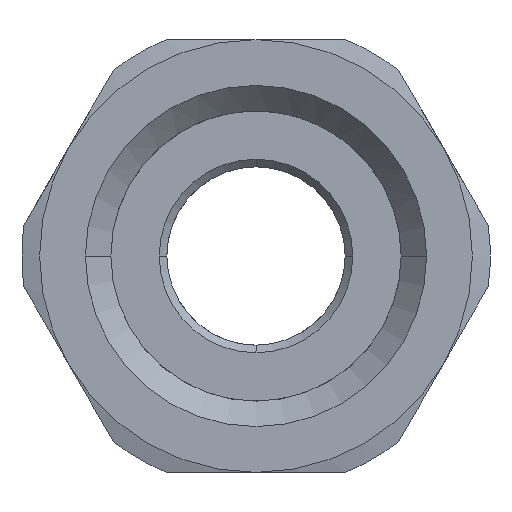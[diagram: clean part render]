
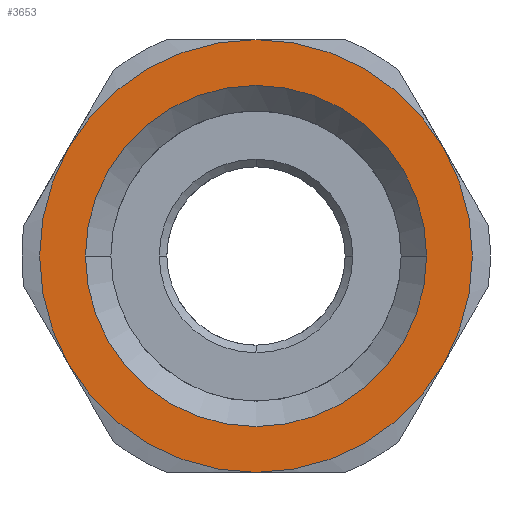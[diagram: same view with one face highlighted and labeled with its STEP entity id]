
A CAD part, front view. The second image highlights one B-rep face of the part: STEP entity #3653.
In plain terms, the highlighted planar face has unit normal (0, -1, 0).
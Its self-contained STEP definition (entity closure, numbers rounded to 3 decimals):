
#195=CARTESIAN_POINT('Vertex',(7.361,0.,4.25)) ;
#2204=CARTESIAN_POINT('Vertex',(-7.361,0.,-4.25)) ;
#2309=CARTESIAN_POINT('Vertex',(0.,0.,-8.5)) ;
#3262=CARTESIAN_POINT('Vertex',(7.361,0.,-4.25)) ;
#3318=CARTESIAN_POINT('Vertex',(6.7,0.,0.)) ;
#3321=CARTESIAN_POINT('Axis2P3D Location',(0.,0.,0.)) ;
#3325=CARTESIAN_POINT('Vertex',(-6.7,0.,0.)) ;
#3345=CARTESIAN_POINT('Axis2P3D Location',(0.,0.,0.)) ;
#3362=CARTESIAN_POINT('Axis2P3D Location',(0.,0.,0.)) ;
#3379=CARTESIAN_POINT('Axis2P3D Location',(0.,0.,0.)) ;
#3403=CARTESIAN_POINT('Axis2P3D Location',(0.,0.,0.)) ;
#3407=CARTESIAN_POINT('Vertex',(-7.361,0.,4.25)) ;
#3612=CARTESIAN_POINT('Axis2P3D Location',(0.,0.,0.)) ;
#3624=CARTESIAN_POINT('Axis2P3D Location',(0.,0.,0.)) ;
#3629=CARTESIAN_POINT('Axis2P3D Location',(0.,0.,0.)) ;
#3633=CARTESIAN_POINT('Vertex',(0.,0.,8.5)) ;
#3636=CARTESIAN_POINT('Axis2P3D Location',(0.,0.,0.)) ;
#3322=DIRECTION('Axis2P3D Direction',(0.,-1.,0.)) ;
#3346=DIRECTION('Axis2P3D Direction',(0.,-1.,0.)) ;
#3363=DIRECTION('Axis2P3D Direction',(0.,1.,0.)) ;
#3380=DIRECTION('Axis2P3D Direction',(0.,1.,0.)) ;
#3404=DIRECTION('Axis2P3D Direction',(0.,1.,0.)) ;
#3613=DIRECTION('Axis2P3D Direction',(0.,1.,0.)) ;
#3625=DIRECTION('Axis2P3D Direction',(0.,1.,0.)) ;
#3626=DIRECTION('Axis2P3D XDirection',(0.,0.,1.)) ;
#3630=DIRECTION('Axis2P3D Direction',(0.,1.,0.)) ;
#3637=DIRECTION('Axis2P3D Direction',(0.,1.,0.)) ;
#3323=AXIS2_PLACEMENT_3D('Circle Axis2P3D',#3321,#3322,$) ;
#3347=AXIS2_PLACEMENT_3D('Circle Axis2P3D',#3345,#3346,$) ;
#3364=AXIS2_PLACEMENT_3D('Circle Axis2P3D',#3362,#3363,$) ;
#3381=AXIS2_PLACEMENT_3D('Circle Axis2P3D',#3379,#3380,$) ;
#3405=AXIS2_PLACEMENT_3D('Circle Axis2P3D',#3403,#3404,$) ;
#3614=AXIS2_PLACEMENT_3D('Circle Axis2P3D',#3612,#3613,$) ;
#3627=AXIS2_PLACEMENT_3D('Plane Axis2P3D',#3624,#3625,#3626) ;
#3631=AXIS2_PLACEMENT_3D('Circle Axis2P3D',#3629,#3630,$) ;
#3638=AXIS2_PLACEMENT_3D('Circle Axis2P3D',#3636,#3637,$) ;
#3642=ORIENTED_EDGE('',*,*,#3635,.F.) ;
#3643=ORIENTED_EDGE('',*,*,#3409,.F.) ;
#3644=ORIENTED_EDGE('',*,*,#3383,.F.) ;
#3645=ORIENTED_EDGE('',*,*,#3366,.F.) ;
#3646=ORIENTED_EDGE('',*,*,#3616,.F.) ;
#3647=ORIENTED_EDGE('',*,*,#3640,.F.) ;
#3650=ORIENTED_EDGE('',*,*,#3349,.T.) ;
#3651=ORIENTED_EDGE('',*,*,#3327,.T.) ;
#3652=FACE_BOUND('',#3649,.T.) ;
#3653=ADVANCED_FACE('PN463B-08G14',(#3648,#3652),#3628,.F.) ;
#3324=CIRCLE('generated circle',#3323,6.7) ;
#3348=CIRCLE('generated circle',#3347,6.7) ;
#3365=CIRCLE('generated circle',#3364,8.5) ;
#3382=CIRCLE('generated circle',#3381,8.5) ;
#3406=CIRCLE('generated circle',#3405,8.5) ;
#3615=CIRCLE('generated circle',#3614,8.5) ;
#3632=CIRCLE('generated circle',#3631,8.5) ;
#3639=CIRCLE('generated circle',#3638,8.5) ;
#3327=EDGE_CURVE('',#3326,#3319,#3324,.F.) ;
#3349=EDGE_CURVE('',#3319,#3326,#3348,.F.) ;
#3366=EDGE_CURVE('',#3263,#2310,#3365,.T.) ;
#3383=EDGE_CURVE('',#2310,#2205,#3382,.T.) ;
#3409=EDGE_CURVE('',#2205,#3408,#3406,.T.) ;
#3616=EDGE_CURVE('',#196,#3263,#3615,.T.) ;
#3635=EDGE_CURVE('',#3408,#3634,#3632,.T.) ;
#3640=EDGE_CURVE('',#3634,#196,#3639,.T.) ;
#3641=EDGE_LOOP('',(#3642,#3643,#3644,#3645,#3646,#3647)) ;
#3649=EDGE_LOOP('',(#3650,#3651)) ;
#3648=FACE_OUTER_BOUND('',#3641,.T.) ;
#3628=PLANE('',#3627) ;
#196=VERTEX_POINT('',#195) ;
#2205=VERTEX_POINT('',#2204) ;
#2310=VERTEX_POINT('',#2309) ;
#3263=VERTEX_POINT('',#3262) ;
#3319=VERTEX_POINT('',#3318) ;
#3326=VERTEX_POINT('',#3325) ;
#3408=VERTEX_POINT('',#3407) ;
#3634=VERTEX_POINT('',#3633) ;
